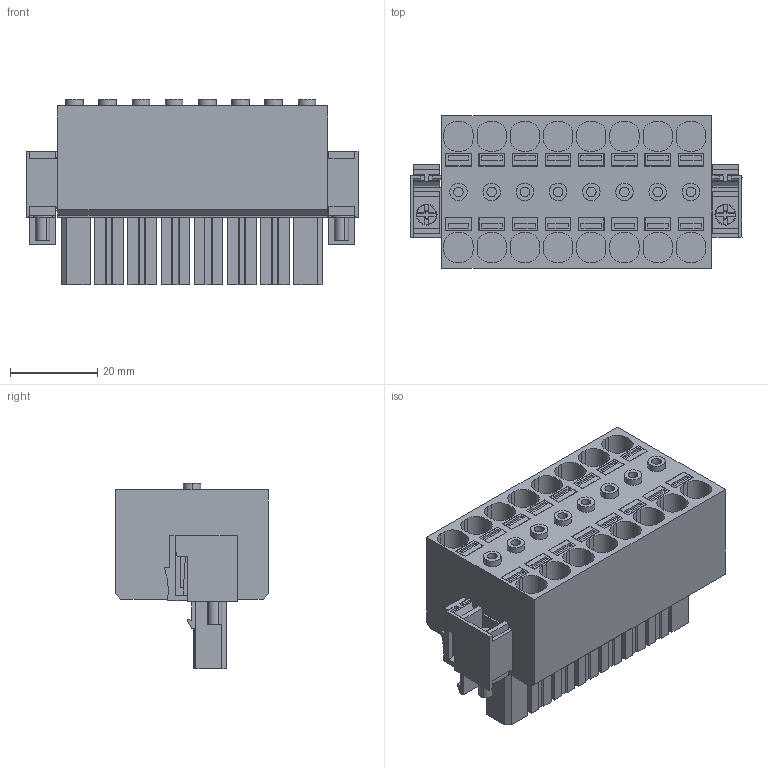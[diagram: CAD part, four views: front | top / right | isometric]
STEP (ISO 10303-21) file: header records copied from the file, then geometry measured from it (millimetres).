
FILE_DESCRIPTION(('CATIA V5 STEP Exchange','CAx-IF Rec.Pracs.--- Model Styling and Organization---1.4--- 2014-01-23'),'2;1');
FILE_NAME ('1208087-3_0_2720540000_2720540000.stp','2020-07-23T11:09:22+00:00',('none'),('Weidmueller'),'CATIA Version 5-6 Release 2016','CATIA V5 STEP AP214','none');
FILE_SCHEMA(('AUTOMOTIVE_DESIGN { 1 0 10303 214 1 1 1 1 }'));
Length unit declared in the file: millimetre
Products named in the file (1): 2720540000
Bounding box: 76.2 x 35.05 x 42.58 mm (x, y, z)
Volume: 58080.8 mm3; surface area: 24187.3 mm2
Topology: 21 solids, 21 shells, 1068 faces, 2728 edges, 1817 vertices
Faces by surface type: plane 946, cylinder 118, cone 4
Entity records: 31159 total; most frequent: CARTESIAN_POINT 5800, ORIENTED_EDGE 5456, DIRECTION 4072, EDGE_CURVE 2728, VECTOR 2456, LINE 2456, VERTEX_POINT 1817, EDGE_LOOP 1191
